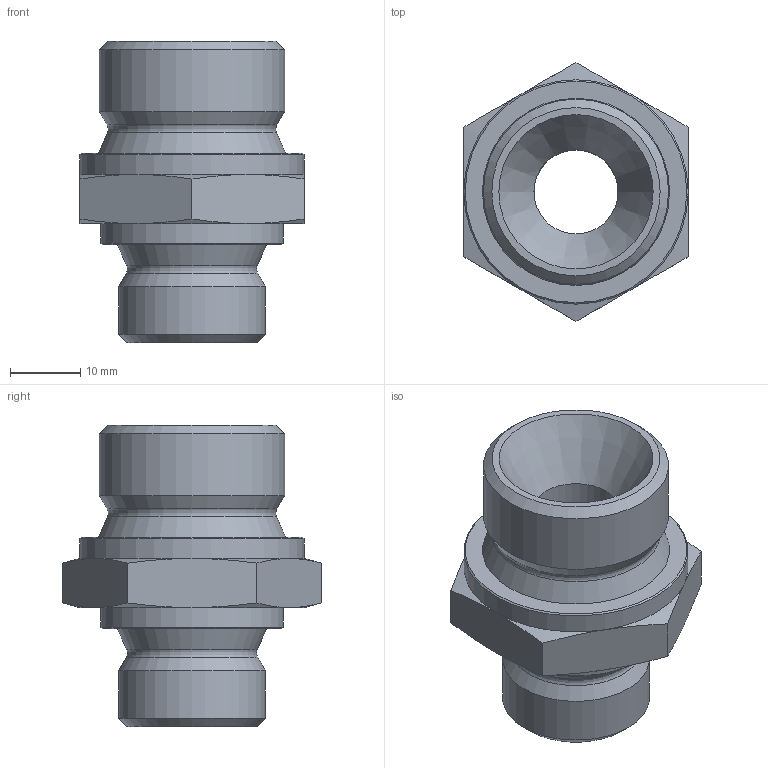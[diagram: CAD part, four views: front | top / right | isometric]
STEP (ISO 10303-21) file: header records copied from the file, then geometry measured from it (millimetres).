
FILE_DESCRIPTION((''),'2;1');
FILE_NAME('30206848.stp','2014-10-29T16:46:35',(''),('KNOMI spol. s r. o.'),'Autodesk Inventor 2012','Autodesk Inventor 2012','');
FILE_SCHEMA(('AUTOMOTIVE_DESIGN { 1 2 10303 214 0 1 1 1 }'));
Length unit declared in the file: millimetre
Products named in the file (1): PS2  G3/4"2"
Bounding box: 32 x 36.95 x 43 mm (x, y, z)
Volume: 16862.2 mm3; surface area: 6466.8 mm2
Topology: 1 solids, 1 shells, 40 faces, 83 edges, 48 vertices
Faces by surface type: cone 22, plane 11, cylinder 5, torus 2
Full cylindrical faces by diameter (mm): 12 x1, 20.955 x1, 26 x1, 26.411 x1, 32 x1
Entity records: 938 total; most frequent: CARTESIAN_POINT 197, DIRECTION 154, ORIENTED_EDGE 126, AXIS2_PLACEMENT_3D 74, EDGE_CURVE 63, EDGE_LOOP 62, VERTEX_POINT 45, FACE_OUTER_BOUND 40
